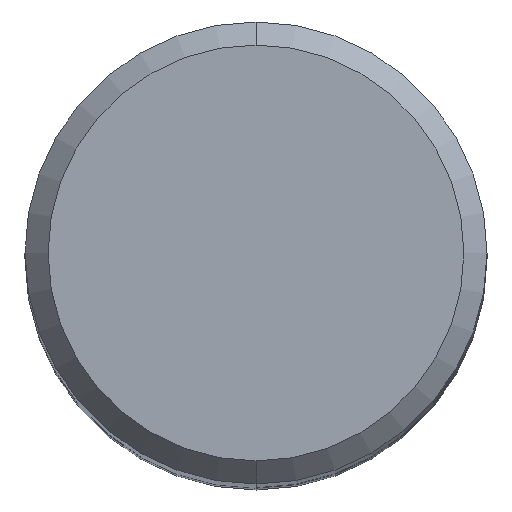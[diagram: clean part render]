
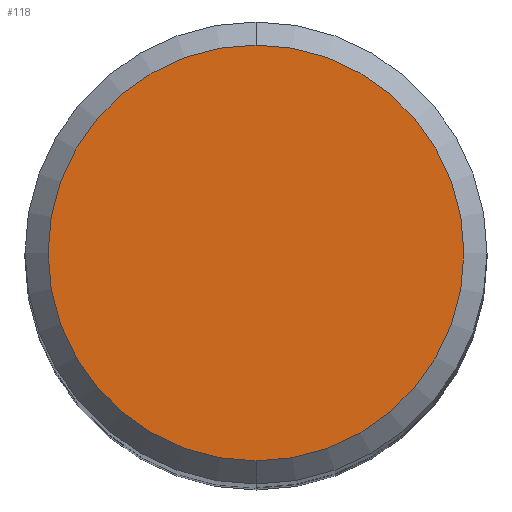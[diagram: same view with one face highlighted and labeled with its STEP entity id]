
A CAD part, top view. The second image highlights one B-rep face of the part: STEP entity #118.
In plain terms, the highlighted planar face has unit normal (0, 0, 1).
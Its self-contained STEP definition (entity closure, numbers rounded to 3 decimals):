
#118=ADVANCED_FACE('',(#260),#261,.T.);
#126=EDGE_CURVE('',#132,#154,#270,.T.);
#132=VERTEX_POINT('',#277);
#154=VERTEX_POINT('',#301);
#164=EDGE_CURVE('',#154,#132,#311,.T.);
#260=FACE_OUTER_BOUND('',#410,.T.);
#261=PLANE('',#411);
#270=CIRCLE('',#424,3.6);
#277=CARTESIAN_POINT('',(0.,-3.6,0.01));
#301=CARTESIAN_POINT('',(0.0,3.6,0.01));
#311=CIRCLE('',#475,3.6);
#410=EDGE_LOOP('',(#583,#584));
#411=AXIS2_PLACEMENT_3D('',#585,#586,#587);
#424=AXIS2_PLACEMENT_3D('',#600,#601,#602);
#475=AXIS2_PLACEMENT_3D('',#648,#649,#650);
#583=ORIENTED_EDGE('',*,*,#164,.F.);
#584=ORIENTED_EDGE('',*,*,#126,.F.);
#585=CARTESIAN_POINT('',(0.0,1.8,0.01));
#586=DIRECTION('',(-0.0,0.0,1.0));
#587=DIRECTION('',(0.0,-1.0,0.0));
#600=CARTESIAN_POINT('',(0.0,0.0,0.01));
#601=DIRECTION('',(0.0,0.0,-1.0));
#602=DIRECTION('',(0.0,1.0,0.0));
#648=CARTESIAN_POINT('',(0.0,0.0,0.01));
#649=DIRECTION('',(0.0,0.0,-1.0));
#650=DIRECTION('',(0.0,1.0,0.0));
